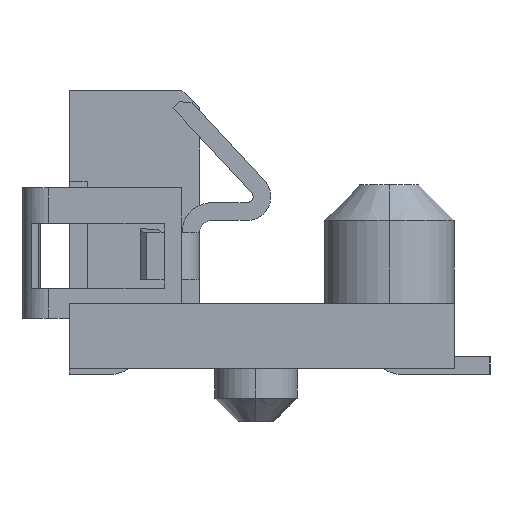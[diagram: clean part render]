
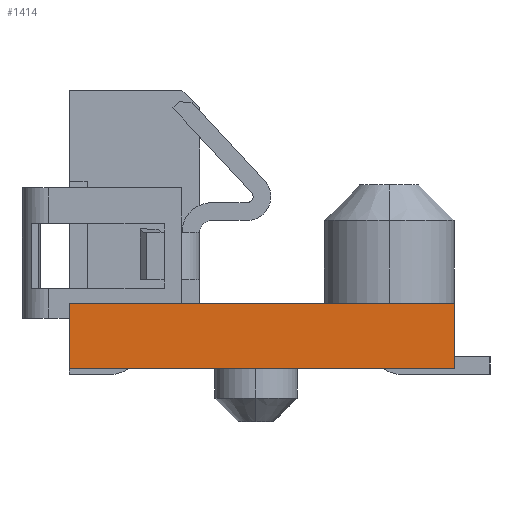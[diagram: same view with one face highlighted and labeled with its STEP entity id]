
A CAD part, left-side view. The second image highlights one B-rep face of the part: STEP entity #1414.
In plain terms, the highlighted planar face has unit normal (-1, 0, 0).
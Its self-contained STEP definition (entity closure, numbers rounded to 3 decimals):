
#1130 = VERTEX_POINT ( 'NONE', #3866 ) ;
#1132 = EDGE_CURVE ( 'NONE', #1130, #1133, #3789, .T. ) ;
#1133 = VERTEX_POINT ( 'NONE', #3785 ) ;
#1414 = ADVANCED_FACE ( 'NONE', ( #4233 ), #4323, .F. ) ;
#1415 = EDGE_LOOP ( 'NONE', ( #1416, #1417, #1531, #1532 ) ) ;
#1416 = ORIENTED_EDGE ( 'NONE', *, *, #1132, .F. ) ;
#1417 = ORIENTED_EDGE ( 'NONE', *, *, #1418, .T. ) ;
#1418 = EDGE_CURVE ( 'NONE', #1130, #1449, #4232, .T. ) ;
#1446 = VERTEX_POINT ( 'NONE', #4168 ) ;
#1448 = EDGE_CURVE ( 'NONE', #1449, #1446, #4167, .T. ) ;
#1449 = VERTEX_POINT ( 'NONE', #4163 ) ;
#1531 = ORIENTED_EDGE ( 'NONE', *, *, #1448, .T. ) ;
#1532 = ORIENTED_EDGE ( 'NONE', *, *, #1551, .F. ) ;
#1551 = EDGE_CURVE ( 'NONE', #1133, #1446, #4579, .T. ) ;
#3785 = CARTESIAN_POINT ( 'NONE',  ( -14.5, -6.5, 1.1 ) ) ;
#3786 = DIRECTION ( 'NONE',  ( 0., -1., 0. ) ) ;
#3787 = VECTOR ( 'NONE', #3786, 1000. ) ;
#3788 = CARTESIAN_POINT ( 'NONE',  ( -14.5, -6.5, 1.1 ) ) ;
#3789 = LINE ( 'NONE', #3788, #3787 ) ;
#3866 = CARTESIAN_POINT ( 'NONE',  ( -14.5, 0., 1.1 ) ) ;
#4163 = CARTESIAN_POINT ( 'NONE',  ( -14.5, 0., 0. ) ) ;
#4164 = DIRECTION ( 'NONE',  ( 0., -1., 0. ) ) ;
#4165 = VECTOR ( 'NONE', #4164, 1000. ) ;
#4166 = CARTESIAN_POINT ( 'NONE',  ( -14.5, -6.5, 0. ) ) ;
#4167 = LINE ( 'NONE', #4166, #4165 ) ;
#4168 = CARTESIAN_POINT ( 'NONE',  ( -14.5, -6.5, 0. ) ) ;
#4232 = LINE ( 'NONE', #4318, #4316 ) ;
#4233 = FACE_OUTER_BOUND ( 'NONE', #1415, .T. ) ;
#4316 = VECTOR ( 'NONE', #4317, 1000. ) ;
#4317 = DIRECTION ( 'NONE',  ( 0., 0., -1. ) ) ;
#4318 = CARTESIAN_POINT ( 'NONE',  ( -14.5, 0., 1.1 ) ) ;
#4319 = DIRECTION ( 'NONE',  ( 0., 1., 0. ) ) ;
#4320 = DIRECTION ( 'NONE',  ( 1., 0., 0. ) ) ;
#4321 = CARTESIAN_POINT ( 'NONE',  ( -14.5, -6.5, 1.1 ) ) ;
#4322 = AXIS2_PLACEMENT_3D ( 'NONE', #4321, #4320, #4319 ) ;
#4323 = PLANE ( 'NONE',  #4322 ) ;
#4576 = DIRECTION ( 'NONE',  ( 0., 0., -1. ) ) ;
#4577 = VECTOR ( 'NONE', #4576, 1000. ) ;
#4578 = CARTESIAN_POINT ( 'NONE',  ( -14.5, -6.5, 1.1 ) ) ;
#4579 = LINE ( 'NONE', #4578, #4577 ) ;
